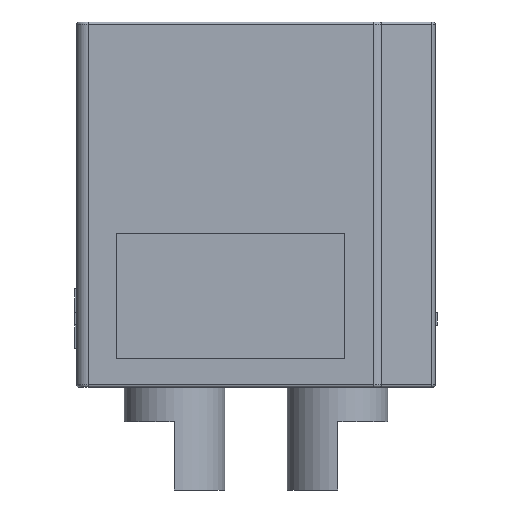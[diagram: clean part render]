
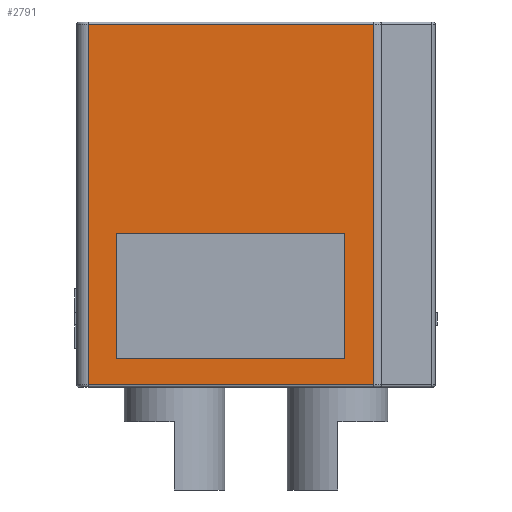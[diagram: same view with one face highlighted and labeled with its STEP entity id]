
A CAD part, front view. The second image highlights one B-rep face of the part: STEP entity #2791.
In plain terms, the highlighted planar face has unit normal (0, -1, 0).
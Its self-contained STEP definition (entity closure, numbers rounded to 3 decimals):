
#139=FACE_BOUND('',#424,.T.);
#150=PLANE('',#2999);
#260=FACE_OUTER_BOUND('',#423,.T.);
#423=EDGE_LOOP('',(#1948,#1949,#1950,#1951));
#424=EDGE_LOOP('',(#1952,#1953,#1954,#1955));
#589=LINE('',#4151,#835);
#596=LINE('',#4193,#842);
#598=LINE('',#4199,#844);
#599=LINE('',#4200,#845);
#600=LINE('',#4203,#846);
#601=LINE('',#4205,#847);
#602=LINE('',#4207,#848);
#603=LINE('',#4208,#849);
#835=VECTOR('',#3301,10.);
#842=VECTOR('',#3352,10.);
#844=VECTOR('',#3358,10.);
#845=VECTOR('',#3359,10.);
#846=VECTOR('',#3360,10.);
#847=VECTOR('',#3361,10.);
#848=VECTOR('',#3362,10.);
#849=VECTOR('',#3363,10.);
#1218=VERTEX_POINT('',#4141);
#1220=VERTEX_POINT('',#4147);
#1234=VERTEX_POINT('',#4192);
#1236=VERTEX_POINT('',#4198);
#1237=VERTEX_POINT('',#4201);
#1238=VERTEX_POINT('',#4202);
#1239=VERTEX_POINT('',#4204);
#1240=VERTEX_POINT('',#4206);
#1493=EDGE_CURVE('',#1218,#1220,#589,.T.);
#1514=EDGE_CURVE('',#1220,#1234,#596,.T.);
#1517=EDGE_CURVE('',#1236,#1218,#598,.T.);
#1518=EDGE_CURVE('',#1234,#1236,#599,.T.);
#1519=EDGE_CURVE('',#1237,#1238,#600,.T.);
#1520=EDGE_CURVE('',#1238,#1239,#601,.T.);
#1521=EDGE_CURVE('',#1239,#1240,#602,.T.);
#1522=EDGE_CURVE('',#1240,#1237,#603,.T.);
#1948=ORIENTED_EDGE('',*,*,#1493,.F.);
#1949=ORIENTED_EDGE('',*,*,#1517,.F.);
#1950=ORIENTED_EDGE('',*,*,#1518,.F.);
#1951=ORIENTED_EDGE('',*,*,#1514,.F.);
#1952=ORIENTED_EDGE('',*,*,#1519,.T.);
#1953=ORIENTED_EDGE('',*,*,#1520,.T.);
#1954=ORIENTED_EDGE('',*,*,#1521,.T.);
#1955=ORIENTED_EDGE('',*,*,#1522,.T.);
#2791=ADVANCED_FACE('',(#260,#139),#150,.T.);
#2999=AXIS2_PLACEMENT_3D('',#4197,#3356,#3357);
#3301=DIRECTION('',(1.,0.,0.));
#3352=DIRECTION('',(0.,0.,-1.));
#3356=DIRECTION('center_axis',(0.,-1.,0.));
#3357=DIRECTION('ref_axis',(1.,0.,0.));
#3358=DIRECTION('',(0.,0.,1.));
#3359=DIRECTION('',(-1.,0.,0.));
#3360=DIRECTION('',(1.,0.,0.));
#3361=DIRECTION('',(0.,0.,-1.));
#3362=DIRECTION('',(-1.,0.,0.));
#3363=DIRECTION('',(0.,0.,1.));
#4141=CARTESIAN_POINT('',(-7.35,-4.,15.9));
#4147=CARTESIAN_POINT('',(5.143,-4.,15.9));
#4151=CARTESIAN_POINT('',(-3.925,-4.,15.9));
#4192=CARTESIAN_POINT('',(5.143,-4.,0.1));
#4193=CARTESIAN_POINT('',(5.143,-4.,0.));
#4197=CARTESIAN_POINT('Origin',(-7.85,-4.,0.));
#4198=CARTESIAN_POINT('',(-7.35,-4.,0.1));
#4199=CARTESIAN_POINT('',(-7.35,-4.,0.));
#4200=CARTESIAN_POINT('',(-3.925,-4.,0.1));
#4201=CARTESIAN_POINT('',(-6.104,-4.,6.75));
#4202=CARTESIAN_POINT('',(3.896,-4.,6.75));
#4203=CARTESIAN_POINT('',(-1.977,-4.,6.75));
#4204=CARTESIAN_POINT('',(3.896,-4.,1.25));
#4205=CARTESIAN_POINT('',(3.896,-4.,0.625));
#4206=CARTESIAN_POINT('',(-6.104,-4.,1.25));
#4207=CARTESIAN_POINT('',(-6.977,-4.,1.25));
#4208=CARTESIAN_POINT('',(-6.104,-4.,3.375));
